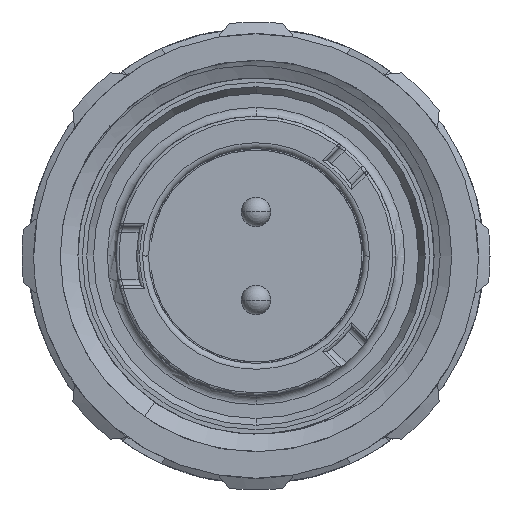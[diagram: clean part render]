
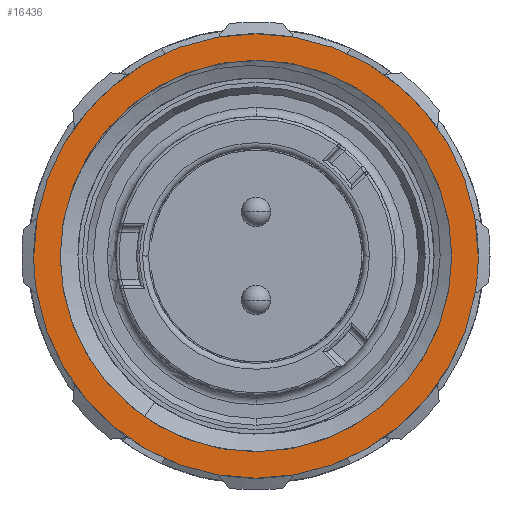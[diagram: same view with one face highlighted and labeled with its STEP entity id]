
A CAD part, left-side view. The second image highlights one B-rep face of the part: STEP entity #16436.
In plain terms, the highlighted planar face has unit normal (-1, 0, 0).
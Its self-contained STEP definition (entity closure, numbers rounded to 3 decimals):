
#5609=CARTESIAN_POINT('',(-38.5,0.,0.));
#5610=DIRECTION('',(1.,0.,0.));
#5611=DIRECTION('',(0.,0.985,-0.17));
#5612=AXIS2_PLACEMENT_3D('',#5609,#5610,#5611);
#5614=CARTESIAN_POINT('',(-38.5,0.,0.));
#5615=DIRECTION('',(1.,0.,0.));
#5616=DIRECTION('',(0.,1.,0.));
#5617=AXIS2_PLACEMENT_3D('',#5614,#5615,#5616);
#5619=CARTESIAN_POINT('',(-38.5,0.,0.));
#5620=DIRECTION('',(1.,0.,0.));
#5621=DIRECTION('',(0.,-1.,0.));
#5622=AXIS2_PLACEMENT_3D('',#5619,#5620,#5621);
#5624=CARTESIAN_POINT('',(-38.5,0.,0.));
#5625=DIRECTION('',(1.,0.,0.));
#5626=DIRECTION('',(0.,-0.985,-0.17));
#5627=AXIS2_PLACEMENT_3D('',#5624,#5625,#5626);
#5629=CARTESIAN_POINT('',(-38.5,0.,0.));
#5630=DIRECTION('',(-1.,0.,0.));
#5631=DIRECTION('',(0.,-1.,0.));
#5632=AXIS2_PLACEMENT_3D('',#5629,#5630,#5631);
#5634=CARTESIAN_POINT('',(-38.5,0.,0.));
#5635=DIRECTION('',(-1.,0.,0.));
#5636=DIRECTION('',(0.,1.,0.));
#5637=AXIS2_PLACEMENT_3D('',#5634,#5635,#5636);
#9146=CARTESIAN_POINT('',(-38.5,-7.55,0.));
#9147=CARTESIAN_POINT('',(-38.5,-7.44,-1.285));
#9148=VERTEX_POINT('',#9146);
#9149=VERTEX_POINT('',#9147);
#9150=CARTESIAN_POINT('',(-38.5,7.55,0.));
#9151=VERTEX_POINT('',#9150);
#9152=CARTESIAN_POINT('',(-38.5,7.44,-1.285));
#9153=VERTEX_POINT('',#9152);
#9198=CARTESIAN_POINT('',(-38.5,-6.65,0.));
#9199=CARTESIAN_POINT('',(-38.5,6.65,0.));
#9200=VERTEX_POINT('',#9198);
#9201=VERTEX_POINT('',#9199);
#16418=CARTESIAN_POINT('',(-38.5,0.,0.));
#16419=DIRECTION('',(1.,0.,0.));
#16420=DIRECTION('',(0.,-1.,0.));
#16421=AXIS2_PLACEMENT_3D('',#16418,#16419,#16420);
#16422=PLANE('',#16421);
#16423=ORIENTED_EDGE('',*,*,#16358,.T.);
#16424=ORIENTED_EDGE('',*,*,#16356,.T.);
#16425=ORIENTED_EDGE('',*,*,#16354,.T.);
#16427=ORIENTED_EDGE('',*,*,#16426,.T.);
#16428=EDGE_LOOP('',(#16423,#16424,#16425,#16427));
#16429=FACE_OUTER_BOUND('',#16428,.F.);
#16431=ORIENTED_EDGE('',*,*,#16430,.T.);
#16433=ORIENTED_EDGE('',*,*,#16432,.T.);
#16434=EDGE_LOOP('',(#16431,#16433));
#16435=FACE_BOUND('',#16434,.F.);
#16436=ADVANCED_FACE('',(#16429,#16435),#16422,.F.);
#5613=CIRCLE('',#5612,7.55);
#5618=CIRCLE('',#5617,7.55);
#5623=CIRCLE('',#5622,7.55);
#5628=CIRCLE('',#5627,7.55);
#5633=CIRCLE('',#5632,6.65);
#5638=CIRCLE('',#5637,6.65);
#16354=EDGE_CURVE('',#9148,#9149,#5623,.T.);
#16356=EDGE_CURVE('',#9151,#9148,#5618,.T.);
#16358=EDGE_CURVE('',#9153,#9151,#5613,.T.);
#16426=EDGE_CURVE('',#9149,#9153,#5628,.T.);
#16430=EDGE_CURVE('',#9200,#9201,#5633,.T.);
#16432=EDGE_CURVE('',#9201,#9200,#5638,.T.);
